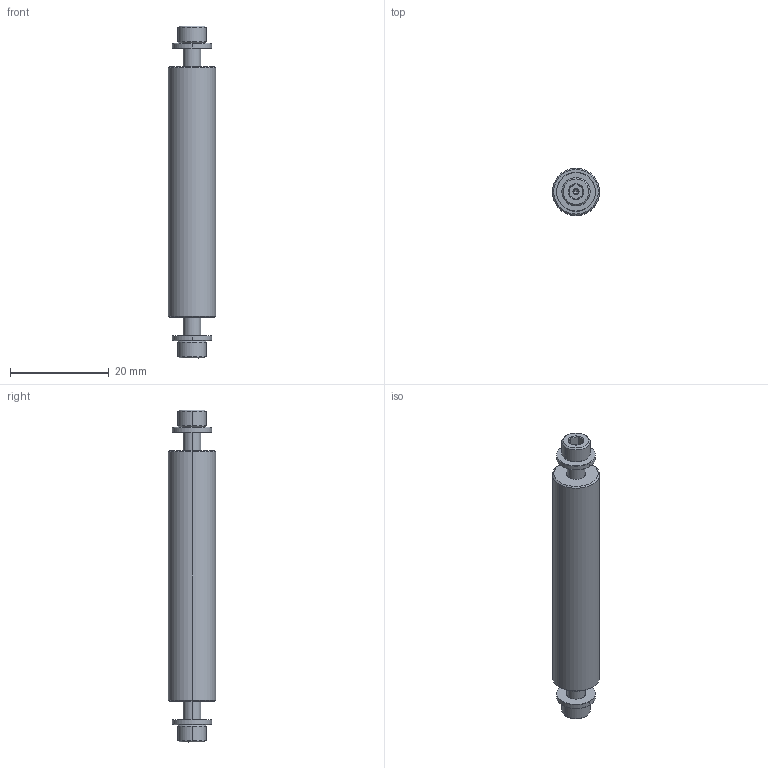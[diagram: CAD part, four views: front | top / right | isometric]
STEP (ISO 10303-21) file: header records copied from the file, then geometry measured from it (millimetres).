
FILE_DESCRIPTION (( 'STEP AP203' ), '1' );
FILE_NAME ('111175.stp', '2018-06-13T18:31:45', ( '' ), ( '' ), 'SwSTEP 2.0', 'SolidWorks 2012', '' );
FILE_SCHEMA (( 'CONFIG_CONTROL_DESIGN' ));
Length unit declared in the file: centimetre
Products named in the file (1): 111175
Bounding box: 9.53 x 9.53 x 67.21 mm (x, y, z)
Volume: 3914.9 mm3; surface area: 2252.7 mm2
Topology: 1 solids, 1 shells, 105 faces, 223 edges, 130 vertices
Faces by surface type: cone 57, plane 26, cylinder 22
Entity records: 2920 total; most frequent: CARTESIAN_POINT 540, DIRECTION 533, ORIENTED_EDGE 438, AXIS2_PLACEMENT_3D 221, EDGE_CURVE 219, VERTEX_POINT 130, EDGE_LOOP 119, CIRCLE 115
